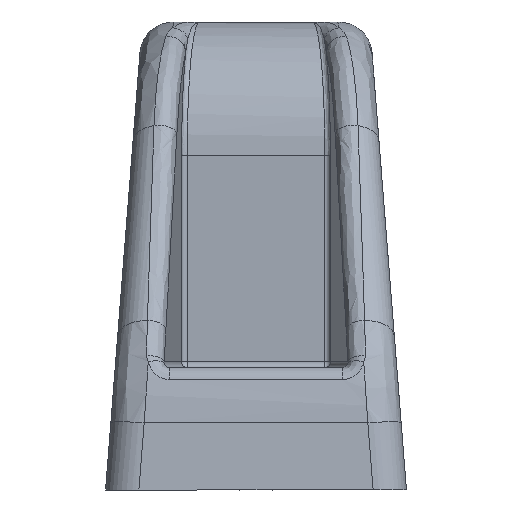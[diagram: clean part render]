
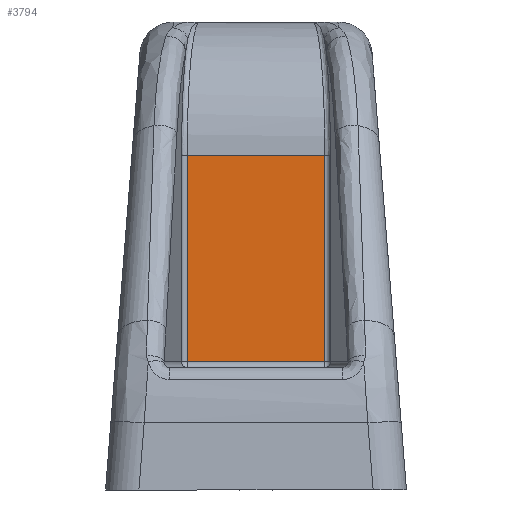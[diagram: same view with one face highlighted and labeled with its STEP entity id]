
A CAD part, left-side view. The second image highlights one B-rep face of the part: STEP entity #3794.
In plain terms, the highlighted planar face has unit normal (-1, 0, 0).
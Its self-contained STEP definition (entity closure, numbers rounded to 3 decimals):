
#185=PLANE($,#4147);
#373=LINE($,#7369,#645);
#375=LINE($,#7372,#647);
#376=LINE($,#7406,#648);
#377=LINE($,#7408,#649);
#645=VECTOR($,#4894,18.5);
#647=VECTOR($,#4898,12.356);
#648=VECTOR($,#4905,18.5);
#649=VECTOR($,#4908,12.356);
#1054=FACE_OUTER_BOUND($,#1295,.T.);
#1295=EDGE_LOOP($,(#3069,#3070,#3071,#3072));
#1818=VERTEX_POINT($,#7289);
#1821=VERTEX_POINT($,#7351);
#1822=VERTEX_POINT($,#7355);
#1825=VERTEX_POINT($,#7365);
#2294=EDGE_CURVE($,#1822,#1825,#373,.T.);
#2296=EDGE_CURVE($,#1821,#1822,#375,.T.);
#2299=EDGE_CURVE($,#1818,#1821,#376,.T.);
#2300=EDGE_CURVE($,#1825,#1818,#377,.T.);
#3069=ORIENTED_EDGE($,*,*,#2294,.F.);
#3070=ORIENTED_EDGE($,*,*,#2296,.F.);
#3071=ORIENTED_EDGE($,*,*,#2299,.F.);
#3072=ORIENTED_EDGE($,*,*,#2300,.F.);
#3794=ADVANCED_FACE($,(#1054),#185,.F.);
#4147=AXIS2_PLACEMENT_3D($,#7407,#4906,#4907);
#4894=DIRECTION($,(0.,0.,1.));
#4898=DIRECTION($,(0.,1.,0.));
#4905=DIRECTION($,(0.,0.,-1.));
#4906=DIRECTION('center_axis',(1.,0.,0.));
#4907=DIRECTION('ref_axis',(0.,1.,0.));
#4908=DIRECTION($,(0.,-1.,0.));
#7289=CARTESIAN_POINT('',(-149.695,-6.178,30.));
#7351=CARTESIAN_POINT('',(-149.695,-6.178,11.5));
#7355=CARTESIAN_POINT('',(-149.695,6.178,11.5));
#7365=CARTESIAN_POINT('',(-149.695,6.178,30.));
#7369=CARTESIAN_POINT($,(-149.695,6.178,42.));
#7372=CARTESIAN_POINT($,(-149.695,-3.318,11.5));
#7406=CARTESIAN_POINT($,(-149.695,-6.178,42.));
#7407=CARTESIAN_POINT('Origin',(-149.695,-6.636,42.));
#7408=CARTESIAN_POINT($,(-149.695,-3.318,30.));
